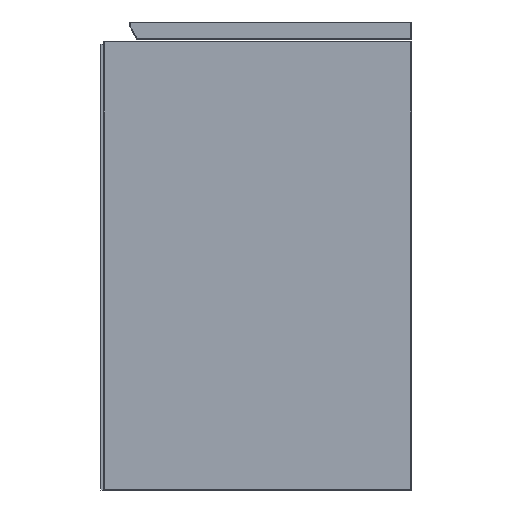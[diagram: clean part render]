
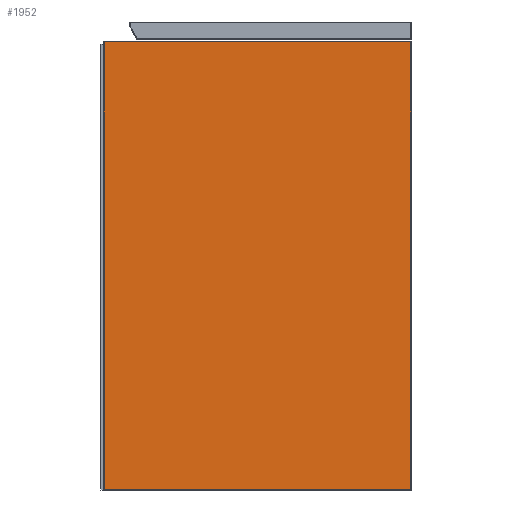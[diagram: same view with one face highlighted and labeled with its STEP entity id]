
A CAD part, left-side view. The second image highlights one B-rep face of the part: STEP entity #1952.
In plain terms, the highlighted planar face has unit normal (-1, 0, 0).
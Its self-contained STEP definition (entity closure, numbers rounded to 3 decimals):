
#1647=DIRECTION('',(0.,1.,0.));
#1648=VECTOR('',#1647,316.);
#1649=CARTESIAN_POINT('',(0.,-158.,230.5));
#1650=LINE('',#1649,#1648);
#1651=DIRECTION('',(0.,0.,1.));
#1652=VECTOR('',#1651,461.);
#1653=CARTESIAN_POINT('',(0.,-158.,-230.5));
#1654=LINE('',#1653,#1652);
#1655=DIRECTION('',(0.,-1.,0.));
#1656=VECTOR('',#1655,316.);
#1657=CARTESIAN_POINT('',(0.,158.,-230.5));
#1658=LINE('',#1657,#1656);
#1659=DIRECTION('',(0.,0.,-1.));
#1660=VECTOR('',#1659,461.);
#1661=CARTESIAN_POINT('',(0.,158.,230.5));
#1662=LINE('',#1661,#1660);
#1893=CARTESIAN_POINT('',(0.,-158.,230.5));
#1894=CARTESIAN_POINT('',(0.,158.,230.5));
#1895=VERTEX_POINT('',#1893);
#1896=VERTEX_POINT('',#1894);
#1913=CARTESIAN_POINT('',(0.,-158.,-230.5));
#1914=VERTEX_POINT('',#1913);
#1917=CARTESIAN_POINT('',(0.,158.,-230.5));
#1918=VERTEX_POINT('',#1917);
#1937=CARTESIAN_POINT('',(0.,0.,0.));
#1938=DIRECTION('',(1.,0.,0.));
#1939=DIRECTION('',(0.,0.,-1.));
#1940=AXIS2_PLACEMENT_3D('',#1937,#1938,#1939);
#1941=PLANE('',#1940);
#1943=ORIENTED_EDGE('',*,*,#1942,.F.);
#1945=ORIENTED_EDGE('',*,*,#1944,.F.);
#1947=ORIENTED_EDGE('',*,*,#1946,.F.);
#1949=ORIENTED_EDGE('',*,*,#1948,.F.);
#1950=EDGE_LOOP('',(#1943,#1945,#1947,#1949));
#1951=FACE_OUTER_BOUND('',#1950,.F.);
#1952=ADVANCED_FACE('',(#1951),#1941,.F.);
#1942=EDGE_CURVE('',#1895,#1896,#1650,.T.);
#1944=EDGE_CURVE('',#1914,#1895,#1654,.T.);
#1946=EDGE_CURVE('',#1918,#1914,#1658,.T.);
#1948=EDGE_CURVE('',#1896,#1918,#1662,.T.);
